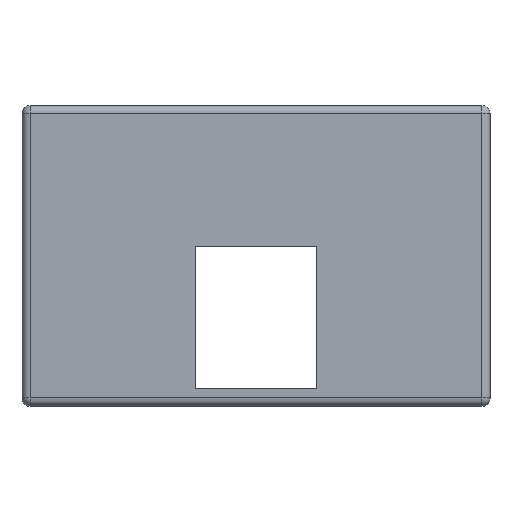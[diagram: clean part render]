
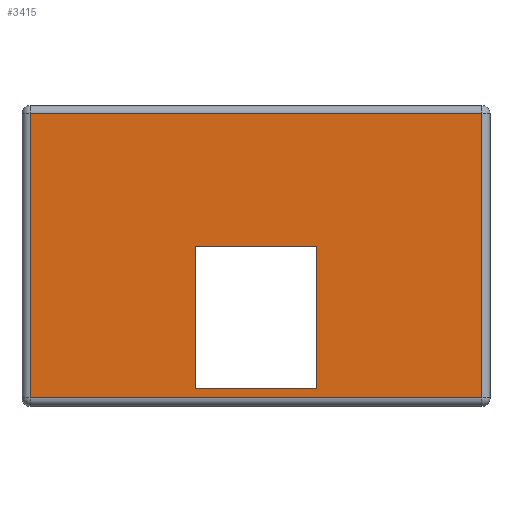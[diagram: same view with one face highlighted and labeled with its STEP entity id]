
A CAD part, top view. The second image highlights one B-rep face of the part: STEP entity #3415.
In plain terms, the highlighted planar face has unit normal (0, 0, 1).
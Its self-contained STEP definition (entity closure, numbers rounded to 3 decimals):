
#72 = CYLINDRICAL_SURFACE('',#73,1.);
#73 = AXIS2_PLACEMENT_3D('',#74,#75,#76);
#74 = CARTESIAN_POINT('',(-27.,17.,15.));
#75 = DIRECTION('',(0.,-1.,0.));
#76 = DIRECTION('',(0.,0.,1.));
#1430 = VERTEX_POINT('',#1431);
#1431 = CARTESIAN_POINT('',(-27.,17.,16.));
#1455 = VERTEX_POINT('',#1456);
#1456 = CARTESIAN_POINT('',(-27.,-17.,16.));
#1478 = EDGE_CURVE('',#1430,#1455,#1479,.T.);
#1479 = SURFACE_CURVE('',#1480,(#1484,#1491),.PCURVE_S1.);
#1480 = LINE('',#1481,#1482);
#1481 = CARTESIAN_POINT('',(-27.,17.,16.));
#1482 = VECTOR('',#1483,1.);
#1483 = DIRECTION('',(0.,-1.,0.));
#1484 = PCURVE('',#72,#1485);
#1485 = DEFINITIONAL_REPRESENTATION('',(#1486),#1490);
#1486 = LINE('',#1487,#1488);
#1487 = CARTESIAN_POINT('',(0.,0.));
#1488 = VECTOR('',#1489,1.);
#1489 = DIRECTION('',(0.,1.));
#1490 = ( GEOMETRIC_REPRESENTATION_CONTEXT(2) 
PARAMETRIC_REPRESENTATION_CONTEXT() REPRESENTATION_CONTEXT('2D SPACE',''
  ) );
#1491 = PCURVE('',#1492,#1497);
#1492 = PLANE('',#1493);
#1493 = AXIS2_PLACEMENT_3D('',#1494,#1495,#1496);
#1494 = CARTESIAN_POINT('',(0.,0.,16.));
#1495 = DIRECTION('',(0.,0.,1.));
#1496 = DIRECTION('',(1.,0.,0.));
#1497 = DEFINITIONAL_REPRESENTATION('',(#1498),#1502);
#1498 = LINE('',#1499,#1500);
#1499 = CARTESIAN_POINT('',(-27.,17.));
#1500 = VECTOR('',#1501,1.);
#1501 = DIRECTION('',(0.,-1.));
#1502 = ( GEOMETRIC_REPRESENTATION_CONTEXT(2) 
PARAMETRIC_REPRESENTATION_CONTEXT() REPRESENTATION_CONTEXT('2D SPACE',''
  ) );
#1522 = CYLINDRICAL_SURFACE('',#1523,1.);
#1523 = AXIS2_PLACEMENT_3D('',#1524,#1525,#1526);
#1524 = CARTESIAN_POINT('',(27.,17.,15.));
#1525 = DIRECTION('',(-1.,0.,0.));
#1526 = DIRECTION('',(0.,0.,1.));
#1680 = CYLINDRICAL_SURFACE('',#1681,1.);
#1681 = AXIS2_PLACEMENT_3D('',#1682,#1683,#1684);
#1682 = CARTESIAN_POINT('',(27.,-17.,15.));
#1683 = DIRECTION('',(0.,1.,0.));
#1684 = DIRECTION('',(0.,0.,1.));
#3375 = CYLINDRICAL_SURFACE('',#3376,1.);
#3376 = AXIS2_PLACEMENT_3D('',#3377,#3378,#3379);
#3377 = CARTESIAN_POINT('',(-27.,-17.,15.));
#3378 = DIRECTION('',(1.,0.,0.));
#3379 = DIRECTION('',(0.,0.,1.));
#3415 = ADVANCED_FACE('',(#3416,#3486),#1492,.T.);
#3416 = FACE_BOUND('',#3417,.T.);
#3417 = EDGE_LOOP('',(#3418,#3441,#3442,#3465));
#3418 = ORIENTED_EDGE('',*,*,#3419,.T.);
#3419 = EDGE_CURVE('',#3420,#1430,#3422,.T.);
#3420 = VERTEX_POINT('',#3421);
#3421 = CARTESIAN_POINT('',(27.,17.,16.));
#3422 = SURFACE_CURVE('',#3423,(#3427,#3434),.PCURVE_S1.);
#3423 = LINE('',#3424,#3425);
#3424 = CARTESIAN_POINT('',(27.,17.,16.));
#3425 = VECTOR('',#3426,1.);
#3426 = DIRECTION('',(-1.,0.,0.));
#3427 = PCURVE('',#1492,#3428);
#3428 = DEFINITIONAL_REPRESENTATION('',(#3429),#3433);
#3429 = LINE('',#3430,#3431);
#3430 = CARTESIAN_POINT('',(27.,17.));
#3431 = VECTOR('',#3432,1.);
#3432 = DIRECTION('',(-1.,0.));
#3433 = ( GEOMETRIC_REPRESENTATION_CONTEXT(2) 
PARAMETRIC_REPRESENTATION_CONTEXT() REPRESENTATION_CONTEXT('2D SPACE',''
  ) );
#3434 = PCURVE('',#1522,#3435);
#3435 = DEFINITIONAL_REPRESENTATION('',(#3436),#3440);
#3436 = LINE('',#3437,#3438);
#3437 = CARTESIAN_POINT('',(0.,0.));
#3438 = VECTOR('',#3439,1.);
#3439 = DIRECTION('',(0.,1.));
#3440 = ( GEOMETRIC_REPRESENTATION_CONTEXT(2) 
PARAMETRIC_REPRESENTATION_CONTEXT() REPRESENTATION_CONTEXT('2D SPACE',''
  ) );
#3441 = ORIENTED_EDGE('',*,*,#1478,.T.);
#3442 = ORIENTED_EDGE('',*,*,#3443,.T.);
#3443 = EDGE_CURVE('',#1455,#3444,#3446,.T.);
#3444 = VERTEX_POINT('',#3445);
#3445 = CARTESIAN_POINT('',(27.,-17.,16.));
#3446 = SURFACE_CURVE('',#3447,(#3451,#3458),.PCURVE_S1.);
#3447 = LINE('',#3448,#3449);
#3448 = CARTESIAN_POINT('',(-27.,-17.,16.));
#3449 = VECTOR('',#3450,1.);
#3450 = DIRECTION('',(1.,0.,0.));
#3451 = PCURVE('',#1492,#3452);
#3452 = DEFINITIONAL_REPRESENTATION('',(#3453),#3457);
#3453 = LINE('',#3454,#3455);
#3454 = CARTESIAN_POINT('',(-27.,-17.));
#3455 = VECTOR('',#3456,1.);
#3456 = DIRECTION('',(1.,0.));
#3457 = ( GEOMETRIC_REPRESENTATION_CONTEXT(2) 
PARAMETRIC_REPRESENTATION_CONTEXT() REPRESENTATION_CONTEXT('2D SPACE',''
  ) );
#3458 = PCURVE('',#3375,#3459);
#3459 = DEFINITIONAL_REPRESENTATION('',(#3460),#3464);
#3460 = LINE('',#3461,#3462);
#3461 = CARTESIAN_POINT('',(0.,0.));
#3462 = VECTOR('',#3463,1.);
#3463 = DIRECTION('',(0.,1.));
#3464 = ( GEOMETRIC_REPRESENTATION_CONTEXT(2) 
PARAMETRIC_REPRESENTATION_CONTEXT() REPRESENTATION_CONTEXT('2D SPACE',''
  ) );
#3465 = ORIENTED_EDGE('',*,*,#3466,.T.);
#3466 = EDGE_CURVE('',#3444,#3420,#3467,.T.);
#3467 = SURFACE_CURVE('',#3468,(#3472,#3479),.PCURVE_S1.);
#3468 = LINE('',#3469,#3470);
#3469 = CARTESIAN_POINT('',(27.,-17.,16.));
#3470 = VECTOR('',#3471,1.);
#3471 = DIRECTION('',(0.,1.,0.));
#3472 = PCURVE('',#1492,#3473);
#3473 = DEFINITIONAL_REPRESENTATION('',(#3474),#3478);
#3474 = LINE('',#3475,#3476);
#3475 = CARTESIAN_POINT('',(27.,-17.));
#3476 = VECTOR('',#3477,1.);
#3477 = DIRECTION('',(0.,1.));
#3478 = ( GEOMETRIC_REPRESENTATION_CONTEXT(2) 
PARAMETRIC_REPRESENTATION_CONTEXT() REPRESENTATION_CONTEXT('2D SPACE',''
  ) );
#3479 = PCURVE('',#1680,#3480);
#3480 = DEFINITIONAL_REPRESENTATION('',(#3481),#3485);
#3481 = LINE('',#3482,#3483);
#3482 = CARTESIAN_POINT('',(0.,0.));
#3483 = VECTOR('',#3484,1.);
#3484 = DIRECTION('',(0.,1.));
#3485 = ( GEOMETRIC_REPRESENTATION_CONTEXT(2) 
PARAMETRIC_REPRESENTATION_CONTEXT() REPRESENTATION_CONTEXT('2D SPACE',''
  ) );
#3486 = FACE_BOUND('',#3487,.T.);
#3487 = EDGE_LOOP('',(#3488,#3518,#3546,#3574));
#3488 = ORIENTED_EDGE('',*,*,#3489,.T.);
#3489 = EDGE_CURVE('',#3490,#3492,#3494,.T.);
#3490 = VERTEX_POINT('',#3491);
#3491 = CARTESIAN_POINT('',(7.25,-15.9,16.));
#3492 = VERTEX_POINT('',#3493);
#3493 = CARTESIAN_POINT('',(-7.25,-15.9,16.));
#3494 = SURFACE_CURVE('',#3495,(#3499,#3506),.PCURVE_S1.);
#3495 = LINE('',#3496,#3497);
#3496 = CARTESIAN_POINT('',(-3.625,-15.9,16.));
#3497 = VECTOR('',#3498,1.);
#3498 = DIRECTION('',(-1.,0.,0.));
#3499 = PCURVE('',#1492,#3500);
#3500 = DEFINITIONAL_REPRESENTATION('',(#3501),#3505);
#3501 = LINE('',#3502,#3503);
#3502 = CARTESIAN_POINT('',(-3.625,-15.9));
#3503 = VECTOR('',#3504,1.);
#3504 = DIRECTION('',(-1.,0.));
#3505 = ( GEOMETRIC_REPRESENTATION_CONTEXT(2) 
PARAMETRIC_REPRESENTATION_CONTEXT() REPRESENTATION_CONTEXT('2D SPACE',''
  ) );
#3506 = PCURVE('',#3507,#3512);
#3507 = PLANE('',#3508);
#3508 = AXIS2_PLACEMENT_3D('',#3509,#3510,#3511);
#3509 = CARTESIAN_POINT('',(-7.25,-15.9,0.));
#3510 = DIRECTION('',(0.,1.,0.));
#3511 = DIRECTION('',(1.,0.,0.));
#3512 = DEFINITIONAL_REPRESENTATION('',(#3513),#3517);
#3513 = LINE('',#3514,#3515);
#3514 = CARTESIAN_POINT('',(3.625,-16.));
#3515 = VECTOR('',#3516,1.);
#3516 = DIRECTION('',(-1.,0.));
#3517 = ( GEOMETRIC_REPRESENTATION_CONTEXT(2) 
PARAMETRIC_REPRESENTATION_CONTEXT() REPRESENTATION_CONTEXT('2D SPACE',''
  ) );
#3518 = ORIENTED_EDGE('',*,*,#3519,.T.);
#3519 = EDGE_CURVE('',#3492,#3520,#3522,.T.);
#3520 = VERTEX_POINT('',#3521);
#3521 = CARTESIAN_POINT('',(-7.25,1.1,16.));
#3522 = SURFACE_CURVE('',#3523,(#3527,#3534),.PCURVE_S1.);
#3523 = LINE('',#3524,#3525);
#3524 = CARTESIAN_POINT('',(-7.25,0.55,16.));
#3525 = VECTOR('',#3526,1.);
#3526 = DIRECTION('',(0.,1.,0.));
#3527 = PCURVE('',#1492,#3528);
#3528 = DEFINITIONAL_REPRESENTATION('',(#3529),#3533);
#3529 = LINE('',#3530,#3531);
#3530 = CARTESIAN_POINT('',(-7.25,0.55));
#3531 = VECTOR('',#3532,1.);
#3532 = DIRECTION('',(0.,1.));
#3533 = ( GEOMETRIC_REPRESENTATION_CONTEXT(2) 
PARAMETRIC_REPRESENTATION_CONTEXT() REPRESENTATION_CONTEXT('2D SPACE',''
  ) );
#3534 = PCURVE('',#3535,#3540);
#3535 = PLANE('',#3536);
#3536 = AXIS2_PLACEMENT_3D('',#3537,#3538,#3539);
#3537 = CARTESIAN_POINT('',(-7.25,1.1,0.));
#3538 = DIRECTION('',(1.,0.,0.));
#3539 = DIRECTION('',(0.,-1.,0.));
#3540 = DEFINITIONAL_REPRESENTATION('',(#3541),#3545);
#3541 = LINE('',#3542,#3543);
#3542 = CARTESIAN_POINT('',(0.55,-16.));
#3543 = VECTOR('',#3544,1.);
#3544 = DIRECTION('',(-1.,0.));
#3545 = ( GEOMETRIC_REPRESENTATION_CONTEXT(2) 
PARAMETRIC_REPRESENTATION_CONTEXT() REPRESENTATION_CONTEXT('2D SPACE',''
  ) );
#3546 = ORIENTED_EDGE('',*,*,#3547,.T.);
#3547 = EDGE_CURVE('',#3520,#3548,#3550,.T.);
#3548 = VERTEX_POINT('',#3549);
#3549 = CARTESIAN_POINT('',(7.25,1.1,16.));
#3550 = SURFACE_CURVE('',#3551,(#3555,#3562),.PCURVE_S1.);
#3551 = LINE('',#3552,#3553);
#3552 = CARTESIAN_POINT('',(3.625,1.1,16.));
#3553 = VECTOR('',#3554,1.);
#3554 = DIRECTION('',(1.,0.,0.));
#3555 = PCURVE('',#1492,#3556);
#3556 = DEFINITIONAL_REPRESENTATION('',(#3557),#3561);
#3557 = LINE('',#3558,#3559);
#3558 = CARTESIAN_POINT('',(3.625,1.1));
#3559 = VECTOR('',#3560,1.);
#3560 = DIRECTION('',(1.,0.));
#3561 = ( GEOMETRIC_REPRESENTATION_CONTEXT(2) 
PARAMETRIC_REPRESENTATION_CONTEXT() REPRESENTATION_CONTEXT('2D SPACE',''
  ) );
#3562 = PCURVE('',#3563,#3568);
#3563 = PLANE('',#3564);
#3564 = AXIS2_PLACEMENT_3D('',#3565,#3566,#3567);
#3565 = CARTESIAN_POINT('',(7.25,1.1,0.));
#3566 = DIRECTION('',(0.,-1.,0.));
#3567 = DIRECTION('',(-1.,0.,0.));
#3568 = DEFINITIONAL_REPRESENTATION('',(#3569),#3573);
#3569 = LINE('',#3570,#3571);
#3570 = CARTESIAN_POINT('',(3.625,-16.));
#3571 = VECTOR('',#3572,1.);
#3572 = DIRECTION('',(-1.,-0.));
#3573 = ( GEOMETRIC_REPRESENTATION_CONTEXT(2) 
PARAMETRIC_REPRESENTATION_CONTEXT() REPRESENTATION_CONTEXT('2D SPACE',''
  ) );
#3574 = ORIENTED_EDGE('',*,*,#3575,.T.);
#3575 = EDGE_CURVE('',#3548,#3490,#3576,.T.);
#3576 = SURFACE_CURVE('',#3577,(#3581,#3588),.PCURVE_S1.);
#3577 = LINE('',#3578,#3579);
#3578 = CARTESIAN_POINT('',(7.25,-7.95,16.));
#3579 = VECTOR('',#3580,1.);
#3580 = DIRECTION('',(0.,-1.,0.));
#3581 = PCURVE('',#1492,#3582);
#3582 = DEFINITIONAL_REPRESENTATION('',(#3583),#3587);
#3583 = LINE('',#3584,#3585);
#3584 = CARTESIAN_POINT('',(7.25,-7.95));
#3585 = VECTOR('',#3586,1.);
#3586 = DIRECTION('',(0.,-1.));
#3587 = ( GEOMETRIC_REPRESENTATION_CONTEXT(2) 
PARAMETRIC_REPRESENTATION_CONTEXT() REPRESENTATION_CONTEXT('2D SPACE',''
  ) );
#3588 = PCURVE('',#3589,#3594);
#3589 = PLANE('',#3590);
#3590 = AXIS2_PLACEMENT_3D('',#3591,#3592,#3593);
#3591 = CARTESIAN_POINT('',(7.25,-15.9,0.));
#3592 = DIRECTION('',(-1.,0.,0.));
#3593 = DIRECTION('',(0.,1.,0.));
#3594 = DEFINITIONAL_REPRESENTATION('',(#3595),#3599);
#3595 = LINE('',#3596,#3597);
#3596 = CARTESIAN_POINT('',(7.95,-16.));
#3597 = VECTOR('',#3598,1.);
#3598 = DIRECTION('',(-1.,0.));
#3599 = ( GEOMETRIC_REPRESENTATION_CONTEXT(2) 
PARAMETRIC_REPRESENTATION_CONTEXT() REPRESENTATION_CONTEXT('2D SPACE',''
  ) );
